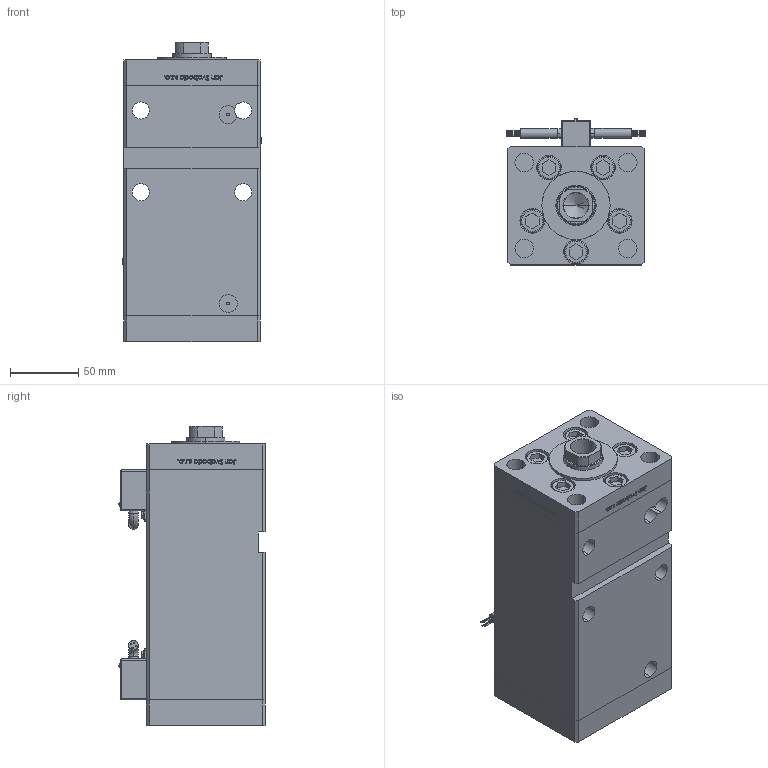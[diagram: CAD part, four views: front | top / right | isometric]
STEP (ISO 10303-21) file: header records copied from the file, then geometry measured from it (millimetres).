
FILE_DESCRIPTION (( 'STEP AP203' ), '1' );
FILE_NAME ('bc34.STEP', '2024-01-08T23:55:36', ( '' ), ( '' ), 'SwSTEP 2.0', 'SolidWorks 2019', '' );
FILE_SCHEMA (( 'CONFIG_CONTROL_DESIGN' ));
Length unit declared in the file: millimetre
Products named in the file (7): V220C BACK_E 21b6fb30d556adec2741aa5d0b46416d; Magnetic_Switch_MSU4 21b6fb30d556adec2741aa5d0b46416d; bc34; ALLEN BOLT 21b6fb30d556adec2741aa5d0b46416d; V220C_VC_E 21b6fb30d556adec2741aa5d0b46416d; V220C_E MIDDLE 21b6fb30d556adec2741aa5d0b46416d; V220C_FRONT_E 21b6fb30d556adec2741aa5d0b46416d
Assembly tree (16 placements, depth 2):
  bc34
    V220C BACK_E 21b6fb30d556adec2741aa5d0b46416d
    V220C_E MIDDLE 21b6fb30d556adec2741aa5d0b46416d
    V220C_FRONT_E 21b6fb30d556adec2741aa5d0b46416d
    ALLEN BOLT 21b6fb30d556adec2741aa5d0b46416d  x10
    Magnetic_Switch_MSU4 21b6fb30d556adec2741aa5d0b46416d  x2
    V220C_VC_E 21b6fb30d556adec2741aa5d0b46416d
Bounding box: 101.6 x 107.1 x 219.5 mm (x, y, z)
Volume: 1545758.4 mm3; surface area: 244752.1 mm2
Topology: 16 solids, 18 shells, 1419 faces, 3518 edges, 2280 vertices
Faces by surface type: plane 553, bspline 484, cylinder 256, torus 52, cone 50, sphere 24
Entity records: 56404 total; most frequent: CARTESIAN_POINT 31077, ORIENTED_EDGE 5730, DIRECTION 3585, EDGE_CURVE 2865, VERTEX_POINT 1891, VECTOR 1467, LINE 1467, EDGE_LOOP 1306
